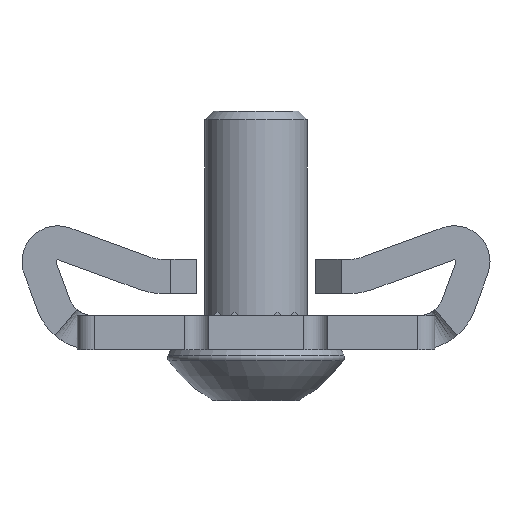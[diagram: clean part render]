
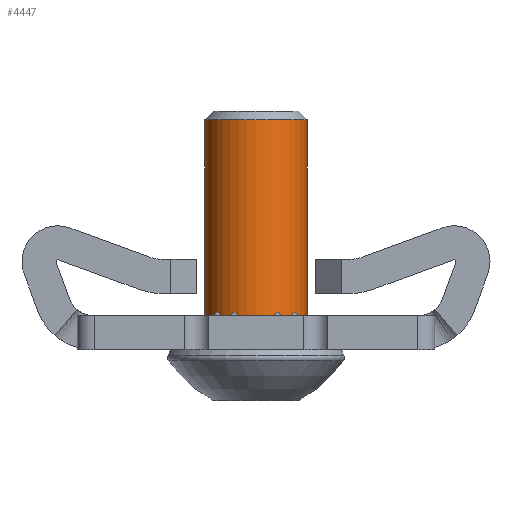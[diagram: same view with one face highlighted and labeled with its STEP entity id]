
A CAD part, front view. The second image highlights one B-rep face of the part: STEP entity #4447.
In plain terms, the highlighted cylindrical face has radius 3 mm (diameter 6 mm), a partial arc.
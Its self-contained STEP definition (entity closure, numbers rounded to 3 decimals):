
#101 = AXIS2_PLACEMENT_3D ( 'NONE', #4568, #1567, #5051 ) ;
#749 = EDGE_CURVE ( 'NONE', #1921, #2049, #1917, .T. ) ;
#872 = CARTESIAN_POINT ( 'NONE',  ( -3., 0., -3.746 ) ) ;
#1093 = ORIENTED_EDGE ( 'NONE', *, *, #5914, .T. ) ;
#1434 = VERTEX_POINT ( 'NONE', #3490 ) ;
#1567 = DIRECTION ( 'NONE',  ( 0., 0., 1. ) ) ;
#1777 = CARTESIAN_POINT ( 'NONE',  ( 3., 0., 0. ) ) ;
#1854 = AXIS2_PLACEMENT_3D ( 'NONE', #2144, #2659, #2175 ) ;
#1917 = LINE ( 'NONE', #872, #3666 ) ;
#1921 = VERTEX_POINT ( 'NONE', #5826 ) ;
#1967 = ORIENTED_EDGE ( 'NONE', *, *, #749, .T. ) ;
#2049 = VERTEX_POINT ( 'NONE', #5492 ) ;
#2144 = CARTESIAN_POINT ( 'NONE',  ( 0., 0., -3.746 ) ) ;
#2175 = DIRECTION ( 'NONE',  ( -1., 0., 0. ) ) ;
#2356 = CARTESIAN_POINT ( 'NONE',  ( 0., 0., 13.5 ) ) ;
#2550 = ORIENTED_EDGE ( 'NONE', *, *, #6123, .T. ) ;
#2659 = DIRECTION ( 'NONE',  ( 0., 0., -1. ) ) ;
#2871 = DIRECTION ( 'NONE',  ( -1., 0., 0. ) ) ;
#3490 = CARTESIAN_POINT ( 'NONE',  ( 3., 0., 13.5 ) ) ;
#3666 = VECTOR ( 'NONE', #6020, 1000. ) ;
#3763 = EDGE_LOOP ( 'NONE', ( #4233, #1093, #1967, #2550 ) ) ;
#3972 = DIRECTION ( 'NONE',  ( 0., 0., -1. ) ) ;
#4152 = CYLINDRICAL_SURFACE ( 'NONE', #1854, 3. ) ;
#4211 = VECTOR ( 'NONE', #3972, 1000. ) ;
#4233 = ORIENTED_EDGE ( 'NONE', *, *, #6026, .F. ) ;
#4435 = CIRCLE ( 'NONE', #101, 3. ) ;
#4447 = ADVANCED_FACE ( 'NONE', ( #5922 ), #4152, .T. ) ;
#4460 = CARTESIAN_POINT ( 'NONE',  ( 3., 0., -3.746 ) ) ;
#4568 = CARTESIAN_POINT ( 'NONE',  ( 0., 0., 0. ) ) ;
#4812 = VERTEX_POINT ( 'NONE', #1777 ) ;
#5051 = DIRECTION ( 'NONE',  ( -1., 0., 0. ) ) ;
#5353 = CIRCLE ( 'NONE', #5820, 3. ) ;
#5492 = CARTESIAN_POINT ( 'NONE',  ( -3., 0., 0. ) ) ;
#5507 = LINE ( 'NONE', #4460, #4211 ) ;
#5817 = DIRECTION ( 'NONE',  ( 0., 0., -1. ) ) ;
#5820 = AXIS2_PLACEMENT_3D ( 'NONE', #2356, #5817, #2871 ) ;
#5826 = CARTESIAN_POINT ( 'NONE',  ( -3., 0., 13.5 ) ) ;
#5914 = EDGE_CURVE ( 'NONE', #1434, #1921, #5353, .T. ) ;
#5922 = FACE_OUTER_BOUND ( 'NONE', #3763, .T. ) ;
#6020 = DIRECTION ( 'NONE',  ( 0., 0., -1. ) ) ;
#6026 = EDGE_CURVE ( 'NONE', #1434, #4812, #5507, .T. ) ;
#6123 = EDGE_CURVE ( 'NONE', #2049, #4812, #4435, .T. ) ;
